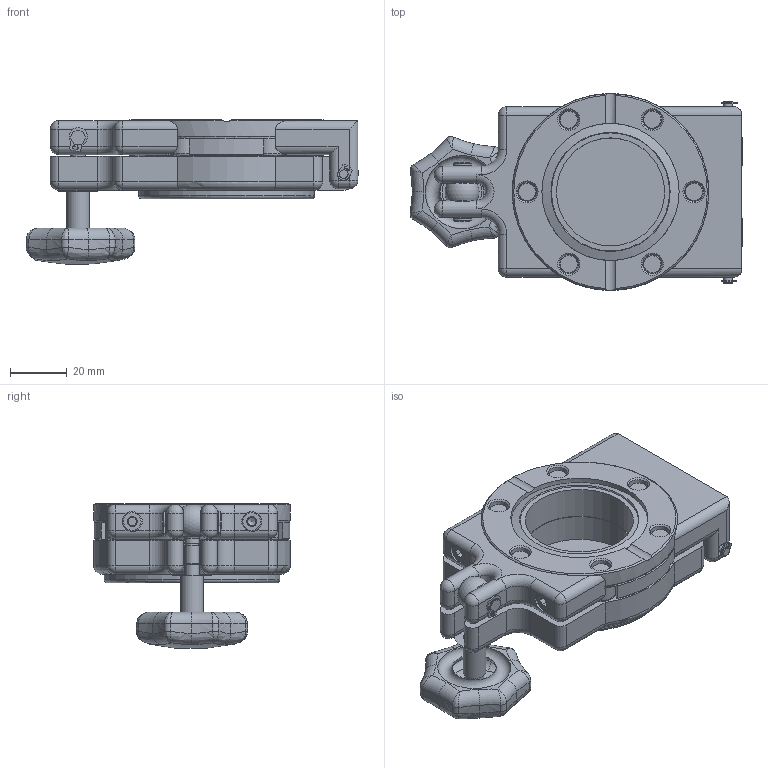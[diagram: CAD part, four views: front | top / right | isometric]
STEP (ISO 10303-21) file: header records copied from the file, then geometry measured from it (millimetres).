
FILE_DESCRIPTION(/* description */ (''),/* implementation_level */ '2;1');
FILE_NAME(/* name */ 'QAD40VP simplified.stp',/* time_stamp */ '2023-03-27T16:17:45+01:00',/* author */ ('NCollins'),/* organization */ (''),/* preprocessor_version */ 'ST-DEVELOPER v19.2',/* originating_system */ 'Autodesk Inventor 2023',/* authorisation */ '');
FILE_SCHEMA (('AUTOMOTIVE_DESIGN { 1 0 10303 214 3 1 1 }'));
Length unit declared in the file: inch
Products named in the file (1): SK10593-CF40
Bounding box: 116.76 x 69.22 x 50.98 mm (x, y, z)
Volume: 123144.1 mm3; surface area: 48120.5 mm2
Topology: 5 solids, 19 shells, 836 faces, 2144 edges, 1328 vertices
Faces by surface type: plane 363, cylinder 218, cone 133, torus 74, bspline 28, sphere 20
Full cylindrical faces by diameter (mm): 1.567 x2, 2.459 x6, 2.8 x2, 3 x10, 3.242 x4, 3.5 x6, 4 x6, 4.5 x6, 5 x8, 6 x6, 6.731 x6, 6.8 x1, 7 x4, 7.5 x2, 8 x1, 10 x1, 38 x3, 40.611 x1, 42.8 x2, 47.8 x2, 48.26 x1, 61.8 x1, 69.088 x1
Entity records: 32642 total; most frequent: CARTESIAN_POINT 11774, DIRECTION 4292, ORIENTED_EDGE 4170, EDGE_CURVE 2085, AXIS2_PLACEMENT_3D 1671, VERTEX_POINT 1328, LINE 950, VECTOR 950
